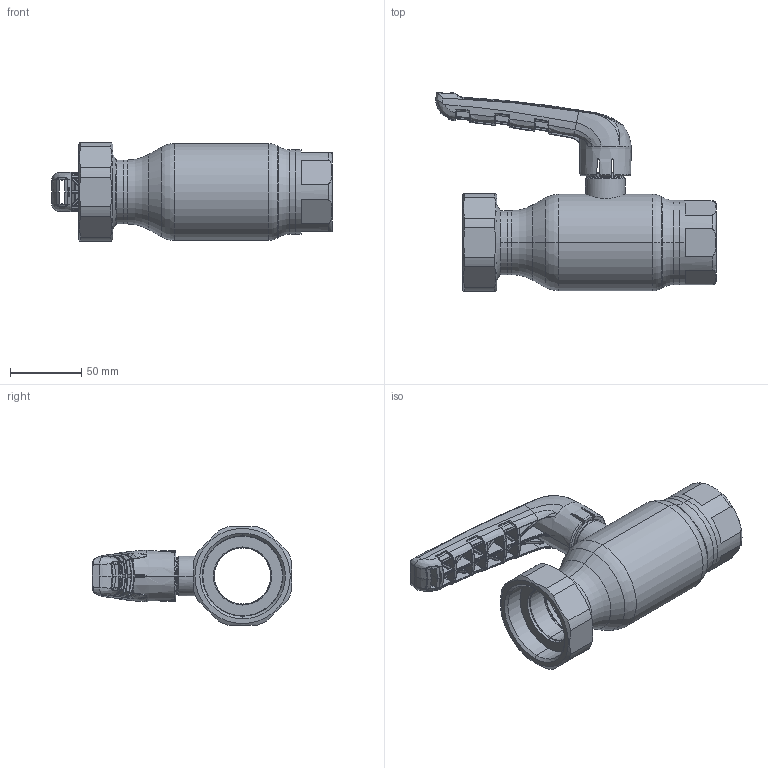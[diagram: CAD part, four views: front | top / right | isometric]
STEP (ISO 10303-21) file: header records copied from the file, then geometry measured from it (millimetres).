
FILE_DESCRIPTION (( 'STEP AP214' ), '1' );
FILE_NAME ('1040002210-xxxx.step', '2019-05-07T11:48:40', ( '' ), ( '' ), 'SwSTEP 2.0', 'SolidWorks 2017', '' );
FILE_SCHEMA (( 'AUTOMOTIVE_DESIGN' ));
Length unit declared in the file: millimetre
Products named in the file (1): 1040002210-xxxx
Bounding box: 197.35 x 140.21 x 69 mm (x, y, z)
Surface area: 84711.4 mm2 (no closed solid volume)
Topology: 0 solids, 13 shells, 894 faces, 2736 edges, 1720 vertices
Faces by surface type: bspline 702, plane 67, cylinder 50, cone 34, torus 33, sphere 8
Entity records: 63816 total; most frequent: CARTESIAN_POINT 36063, ORIENTED_EDGE 4540, EDGE_CURVE 2718, DIRECTION 1989, B_SPLINE_CURVE_WITH_KNOTS 1811, VERTEX_POINT 1718, EDGE_LOOP 906, UNCERTAINTY_MEASURE_WITH_UNIT 896
